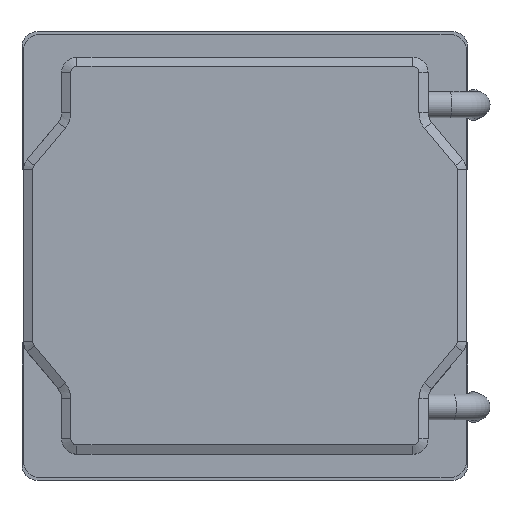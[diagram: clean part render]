
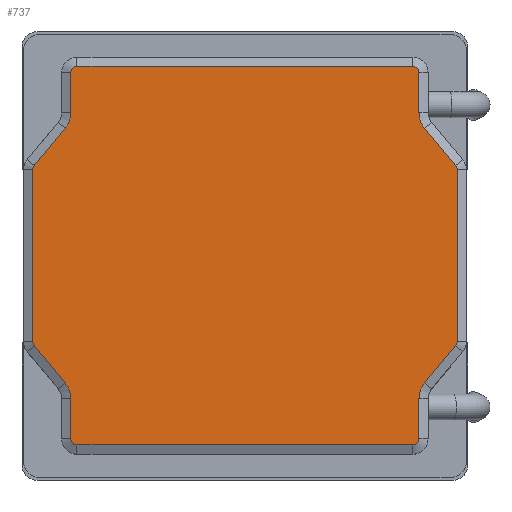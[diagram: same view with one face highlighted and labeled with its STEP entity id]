
A CAD part, top view. The second image highlights one B-rep face of the part: STEP entity #737.
In plain terms, the highlighted planar face has unit normal (0, 0, 1).
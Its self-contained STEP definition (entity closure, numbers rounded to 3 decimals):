
#247=FACE_OUTER_BOUND('',#1041,.T.);
#338=PLANE('',#2484);
#454=LINE('',#3565,#610);
#455=LINE('',#3569,#611);
#456=LINE('',#3573,#612);
#457=LINE('',#3577,#613);
#458=LINE('',#3581,#614);
#459=LINE('',#3585,#615);
#460=LINE('',#3589,#616);
#461=LINE('',#3593,#617);
#462=LINE('',#3597,#618);
#463=LINE('',#3601,#619);
#464=LINE('',#3605,#620);
#465=LINE('',#3609,#621);
#610=VECTOR('',#2876,1.);
#611=VECTOR('',#2879,1.);
#612=VECTOR('',#2882,1.);
#613=VECTOR('',#2885,1.);
#614=VECTOR('',#2888,1.);
#615=VECTOR('',#2891,1.);
#616=VECTOR('',#2894,1.);
#617=VECTOR('',#2897,1.);
#618=VECTOR('',#2900,1.);
#619=VECTOR('',#2903,1.);
#620=VECTOR('',#2906,1.);
#621=VECTOR('',#2909,1.);
#737=ADVANCED_FACE('',(#247),#338,.T.);
#1041=EDGE_LOOP('',(#1367,#1368,#1369,#1370,#1371,#1372,#1373,#1374,#1375,
#1376,#1377,#1378,#1379,#1380,#1381,#1382,#1383,#1384,#1385,#1386,#1387,
#1388,#1389,#1390));
#1367=ORIENTED_EDGE('',*,*,#2098,.T.);
#1368=ORIENTED_EDGE('',*,*,#2099,.T.);
#1369=ORIENTED_EDGE('',*,*,#2100,.T.);
#1370=ORIENTED_EDGE('',*,*,#2101,.T.);
#1371=ORIENTED_EDGE('',*,*,#2102,.T.);
#1372=ORIENTED_EDGE('',*,*,#2103,.T.);
#1373=ORIENTED_EDGE('',*,*,#2104,.T.);
#1374=ORIENTED_EDGE('',*,*,#2105,.T.);
#1375=ORIENTED_EDGE('',*,*,#2106,.T.);
#1376=ORIENTED_EDGE('',*,*,#2107,.T.);
#1377=ORIENTED_EDGE('',*,*,#2108,.T.);
#1378=ORIENTED_EDGE('',*,*,#2109,.T.);
#1379=ORIENTED_EDGE('',*,*,#2110,.T.);
#1380=ORIENTED_EDGE('',*,*,#2111,.T.);
#1381=ORIENTED_EDGE('',*,*,#2112,.T.);
#1382=ORIENTED_EDGE('',*,*,#2113,.T.);
#1383=ORIENTED_EDGE('',*,*,#2114,.T.);
#1384=ORIENTED_EDGE('',*,*,#2115,.T.);
#1385=ORIENTED_EDGE('',*,*,#2116,.T.);
#1386=ORIENTED_EDGE('',*,*,#2117,.T.);
#1387=ORIENTED_EDGE('',*,*,#2118,.T.);
#1388=ORIENTED_EDGE('',*,*,#2119,.T.);
#1389=ORIENTED_EDGE('',*,*,#2120,.T.);
#1390=ORIENTED_EDGE('',*,*,#2121,.T.);
#1862=VERTEX_POINT('',#3563);
#1863=VERTEX_POINT('',#3564);
#1864=VERTEX_POINT('',#3566);
#1865=VERTEX_POINT('',#3568);
#1866=VERTEX_POINT('',#3570);
#1867=VERTEX_POINT('',#3572);
#1868=VERTEX_POINT('',#3574);
#1869=VERTEX_POINT('',#3576);
#1870=VERTEX_POINT('',#3578);
#1871=VERTEX_POINT('',#3580);
#1872=VERTEX_POINT('',#3582);
#1873=VERTEX_POINT('',#3584);
#1874=VERTEX_POINT('',#3586);
#1875=VERTEX_POINT('',#3588);
#1876=VERTEX_POINT('',#3590);
#1877=VERTEX_POINT('',#3592);
#1878=VERTEX_POINT('',#3594);
#1879=VERTEX_POINT('',#3596);
#1880=VERTEX_POINT('',#3598);
#1881=VERTEX_POINT('',#3600);
#1882=VERTEX_POINT('',#3602);
#1883=VERTEX_POINT('',#3604);
#1884=VERTEX_POINT('',#3606);
#1885=VERTEX_POINT('',#3608);
#2098=EDGE_CURVE('',#1862,#1863,#2322,.T.);
#2099=EDGE_CURVE('',#1863,#1864,#454,.T.);
#2100=EDGE_CURVE('',#1864,#1865,#2323,.T.);
#2101=EDGE_CURVE('',#1865,#1866,#455,.T.);
#2102=EDGE_CURVE('',#1866,#1867,#2324,.T.);
#2103=EDGE_CURVE('',#1867,#1868,#456,.T.);
#2104=EDGE_CURVE('',#1868,#1869,#2325,.T.);
#2105=EDGE_CURVE('',#1869,#1870,#457,.T.);
#2106=EDGE_CURVE('',#1870,#1871,#2326,.T.);
#2107=EDGE_CURVE('',#1871,#1872,#458,.T.);
#2108=EDGE_CURVE('',#1872,#1873,#2327,.T.);
#2109=EDGE_CURVE('',#1873,#1874,#459,.T.);
#2110=EDGE_CURVE('',#1874,#1875,#2328,.T.);
#2111=EDGE_CURVE('',#1875,#1876,#460,.T.);
#2112=EDGE_CURVE('',#1876,#1877,#2329,.T.);
#2113=EDGE_CURVE('',#1877,#1878,#461,.T.);
#2114=EDGE_CURVE('',#1878,#1879,#2330,.T.);
#2115=EDGE_CURVE('',#1879,#1880,#462,.T.);
#2116=EDGE_CURVE('',#1880,#1881,#2331,.T.);
#2117=EDGE_CURVE('',#1881,#1882,#463,.T.);
#2118=EDGE_CURVE('',#1882,#1883,#2332,.T.);
#2119=EDGE_CURVE('',#1883,#1884,#464,.T.);
#2120=EDGE_CURVE('',#1884,#1885,#2333,.T.);
#2121=EDGE_CURVE('',#1885,#1862,#465,.T.);
#2322=CIRCLE('',#2472,0.04);
#2323=CIRCLE('',#2473,0.16);
#2324=CIRCLE('',#2474,0.04);
#2325=CIRCLE('',#2475,0.04);
#2326=CIRCLE('',#2476,0.16);
#2327=CIRCLE('',#2477,0.04);
#2328=CIRCLE('',#2478,0.04);
#2329=CIRCLE('',#2479,0.16);
#2330=CIRCLE('',#2480,0.04);
#2331=CIRCLE('',#2481,0.04);
#2332=CIRCLE('',#2482,0.16);
#2333=CIRCLE('',#2483,0.04);
#2472=AXIS2_PLACEMENT_3D('',#3562,#2874,#2875);
#2473=AXIS2_PLACEMENT_3D('',#3567,#2877,#2878);
#2474=AXIS2_PLACEMENT_3D('',#3571,#2880,#2881);
#2475=AXIS2_PLACEMENT_3D('',#3575,#2883,#2884);
#2476=AXIS2_PLACEMENT_3D('',#3579,#2886,#2887);
#2477=AXIS2_PLACEMENT_3D('',#3583,#2889,#2890);
#2478=AXIS2_PLACEMENT_3D('',#3587,#2892,#2893);
#2479=AXIS2_PLACEMENT_3D('',#3591,#2895,#2896);
#2480=AXIS2_PLACEMENT_3D('',#3595,#2898,#2899);
#2481=AXIS2_PLACEMENT_3D('',#3599,#2901,#2902);
#2482=AXIS2_PLACEMENT_3D('',#3603,#2904,#2905);
#2483=AXIS2_PLACEMENT_3D('',#3607,#2907,#2908);
#2484=AXIS2_PLACEMENT_3D('',#3610,#2910,#2911);
#2874=DIRECTION('',(0.,0.,1.));
#2875=DIRECTION('',(1.,0.,0.));
#2876=DIRECTION('',(0.64,-0.768,0.));
#2877=DIRECTION('',(0.,0.,-1.));
#2878=DIRECTION('',(1.,0.,0.));
#2879=DIRECTION('',(0.,-1.,0.));
#2880=DIRECTION('',(0.,0.,1.));
#2881=DIRECTION('',(1.,0.,0.));
#2882=DIRECTION('',(1.,0.,0.));
#2883=DIRECTION('',(0.,0.,1.));
#2884=DIRECTION('',(1.,0.,0.));
#2885=DIRECTION('',(0.,1.,0.));
#2886=DIRECTION('',(0.,0.,-1.));
#2887=DIRECTION('',(1.,0.,0.));
#2888=DIRECTION('',(0.64,0.768,0.));
#2889=DIRECTION('',(0.,0.,1.));
#2890=DIRECTION('',(1.,0.,0.));
#2891=DIRECTION('',(0.,1.,0.));
#2892=DIRECTION('',(0.,0.,1.));
#2893=DIRECTION('',(1.,0.,0.));
#2894=DIRECTION('',(-0.64,0.768,0.));
#2895=DIRECTION('',(0.,0.,-1.));
#2896=DIRECTION('',(1.,0.,0.));
#2897=DIRECTION('',(0.,1.,0.));
#2898=DIRECTION('',(0.,0.,1.));
#2899=DIRECTION('',(1.,0.,0.));
#2900=DIRECTION('',(-1.,0.,0.));
#2901=DIRECTION('',(0.,0.,1.));
#2902=DIRECTION('',(1.,0.,0.));
#2903=DIRECTION('',(0.,-1.,0.));
#2904=DIRECTION('',(0.,0.,-1.));
#2905=DIRECTION('',(1.,0.,0.));
#2906=DIRECTION('',(-0.64,-0.768,0.));
#2907=DIRECTION('',(0.,0.,1.));
#2908=DIRECTION('',(1.,0.,0.));
#2909=DIRECTION('',(0.,-1.,0.));
#2910=DIRECTION('',(0.,0.,1.));
#2911=DIRECTION('',(1.,0.,0.));
#3562=CARTESIAN_POINT('',(-1.35,-0.564,0.7));
#3563=CARTESIAN_POINT('',(-1.39,-0.564,0.7));
#3564=CARTESIAN_POINT('',(-1.381,-0.589,0.7));
#3565=CARTESIAN_POINT('',(-1.177,-0.834,0.7));
#3566=CARTESIAN_POINT('',(-1.177,-0.834,0.7));
#3567=CARTESIAN_POINT('',(-1.3,-0.936,0.7));
#3568=CARTESIAN_POINT('',(-1.14,-0.936,0.7));
#3569=CARTESIAN_POINT('',(-1.14,-1.2,0.7));
#3570=CARTESIAN_POINT('',(-1.14,-1.2,0.7));
#3571=CARTESIAN_POINT('',(-1.1,-1.2,0.7));
#3572=CARTESIAN_POINT('',(-1.1,-1.24,0.7));
#3573=CARTESIAN_POINT('',(1.1,-1.24,0.7));
#3574=CARTESIAN_POINT('',(1.1,-1.24,0.7));
#3575=CARTESIAN_POINT('',(1.1,-1.2,0.7));
#3576=CARTESIAN_POINT('',(1.14,-1.2,0.7));
#3577=CARTESIAN_POINT('',(1.14,-0.936,0.7));
#3578=CARTESIAN_POINT('',(1.14,-0.936,0.7));
#3579=CARTESIAN_POINT('',(1.3,-0.936,0.7));
#3580=CARTESIAN_POINT('',(1.177,-0.834,0.7));
#3581=CARTESIAN_POINT('',(1.136,-0.883,0.7));
#3582=CARTESIAN_POINT('',(1.381,-0.589,0.7));
#3583=CARTESIAN_POINT('',(1.35,-0.564,0.7));
#3584=CARTESIAN_POINT('',(1.39,-0.564,0.7));
#3585=CARTESIAN_POINT('',(1.39,-0.936,0.7));
#3586=CARTESIAN_POINT('',(1.39,0.564,0.7));
#3587=CARTESIAN_POINT('',(1.35,0.564,0.7));
#3588=CARTESIAN_POINT('',(1.381,0.589,0.7));
#3589=CARTESIAN_POINT('',(2.057,-0.222,0.7));
#3590=CARTESIAN_POINT('',(1.177,0.834,0.7));
#3591=CARTESIAN_POINT('',(1.3,0.936,0.7));
#3592=CARTESIAN_POINT('',(1.14,0.936,0.7));
#3593=CARTESIAN_POINT('',(1.14,-0.936,0.7));
#3594=CARTESIAN_POINT('',(1.14,1.2,0.7));
#3595=CARTESIAN_POINT('',(1.1,1.2,0.7));
#3596=CARTESIAN_POINT('',(1.1,1.24,0.7));
#3597=CARTESIAN_POINT('',(-1.1,1.24,0.7));
#3598=CARTESIAN_POINT('',(-1.1,1.24,0.7));
#3599=CARTESIAN_POINT('',(-1.1,1.2,0.7));
#3600=CARTESIAN_POINT('',(-1.14,1.2,0.7));
#3601=CARTESIAN_POINT('',(-1.14,0.936,0.7));
#3602=CARTESIAN_POINT('',(-1.14,0.936,0.7));
#3603=CARTESIAN_POINT('',(-1.3,0.936,0.7));
#3604=CARTESIAN_POINT('',(-1.177,0.834,0.7));
#3605=CARTESIAN_POINT('',(-1.381,0.589,0.7));
#3606=CARTESIAN_POINT('',(-1.381,0.589,0.7));
#3607=CARTESIAN_POINT('',(-1.35,0.564,0.7));
#3608=CARTESIAN_POINT('',(-1.39,0.564,0.7));
#3609=CARTESIAN_POINT('',(-1.39,-0.564,0.7));
#3610=CARTESIAN_POINT('',(1.1,-1.2,0.7));
